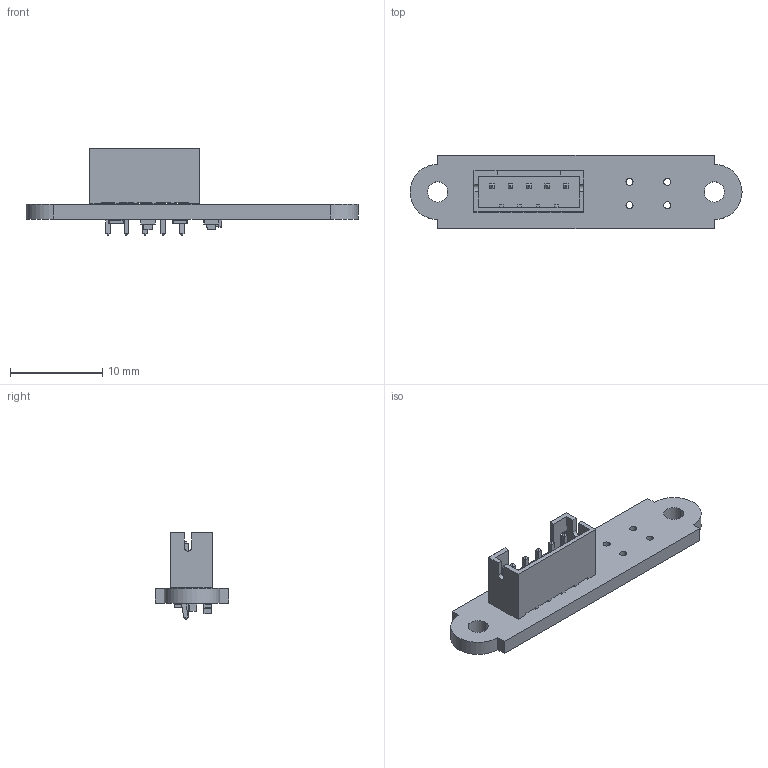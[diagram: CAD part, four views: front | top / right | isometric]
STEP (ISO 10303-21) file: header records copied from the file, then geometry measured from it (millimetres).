
FILE_DESCRIPTION(('KiCad electronic assembly'),'2;1');
FILE_NAME('side_sensor.step','2024-07-03T22:18:10',('Pcbnew'),('Kicad'), 'Open CASCADE STEP processor 7.7','KiCad to STEP converter','Unknown' );
FILE_SCHEMA(('AUTOMOTIVE_DESIGN { 1 0 10303 214 1 1 1 1 }'));
Length unit declared in the file: millimetre
Products named in the file (10): side_sensor 1; JST_PH_B5B-PH-K_1x05_P2.00mm_Vertical; JST_B5B_PH_K; R_0603_1608Metric; C_0603_1608Metric; LED_0603_1608Metric; side_sensor_PCB
Assembly tree (12 placements, depth 3):
  side_sensor 1
    JST_PH_B5B-PH-K_1x05_P2.00mm_Vertical
      JST_B5B_PH_K
    R_0603_1608Metric  x3
      R_0603_1608Metric
    C_0603_1608Metric
      C_0603_1608Metric
    LED_0603_1608Metric  x2
      LED_0603_1608Metric
    side_sensor_PCB
Bounding box: 36 x 8 x 9.4 mm (x, y, z)
Volume: 565.5 mm3; surface area: 1180.8 mm2
Topology: 8 solids, 8 shells, 406 faces, 1071 edges, 694 vertices
Faces by surface type: plane 337, cylinder 69
Full cylindrical faces by diameter (mm): 0.75 x5, 0.762 x4
Entity records: 11452 total; most frequent: CARTESIAN_POINT 1639, ORIENTED_EDGE 1604, DIRECTION 1526, EDGE_CURVE 802, LINE 712, VECTOR 712, VERTEX_POINT 520, AXIS2_PLACEMENT_3D 407
